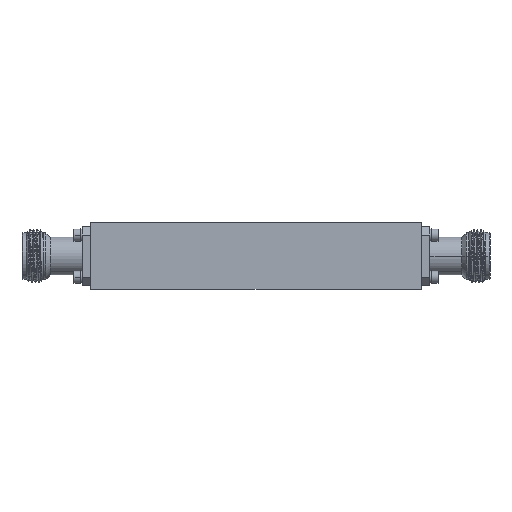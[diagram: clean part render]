
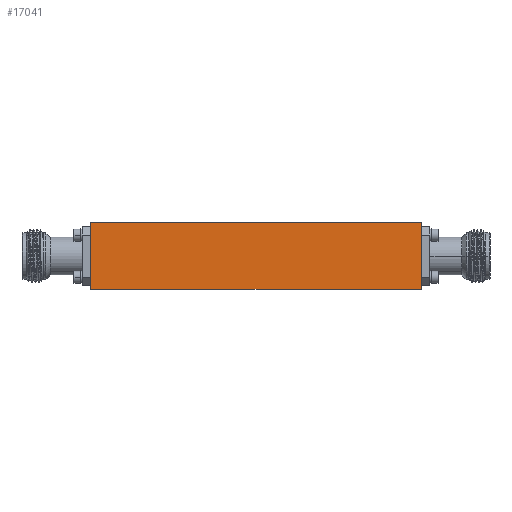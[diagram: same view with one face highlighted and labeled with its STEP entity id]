
A CAD part, left-side view. The second image highlights one B-rep face of the part: STEP entity #17041.
In plain terms, the highlighted planar face has unit normal (-1, 0, 0).
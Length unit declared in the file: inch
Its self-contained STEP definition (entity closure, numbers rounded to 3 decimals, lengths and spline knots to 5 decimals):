
#823 = EDGE_CURVE ( 'NONE', #49532, #9888, #6181, .T. ) ;
#1339 = ORIENTED_EDGE ( 'NONE', *, *, #42992, .F. ) ;
#1919 = VECTOR ( 'NONE', #51398, 39.37008 ) ;
#3765 = CARTESIAN_POINT ( 'NONE',  ( -1.81102, -1.9685, 0.3937 ) ) ;
#6181 = LINE ( 'NONE', #39280, #9311 ) ;
#7188 = DIRECTION ( 'NONE',  ( 0., 0., -1. ) ) ;
#9311 = VECTOR ( 'NONE', #43357, 39.37008 ) ;
#9888 = VERTEX_POINT ( 'NONE', #31828 ) ;
#10511 = ORIENTED_EDGE ( 'NONE', *, *, #37259, .F. ) ;
#12195 = DIRECTION ( 'NONE',  ( 0., 0., -1. ) ) ;
#12680 = LINE ( 'NONE', #3765, #1919 ) ;
#15326 = CARTESIAN_POINT ( 'NONE',  ( -1.81102, -1.9685, 0.3937 ) ) ;
#16074 = DIRECTION ( 'NONE',  ( 1., 0., 0. ) ) ;
#17041 = ADVANCED_FACE ( 'NONE', ( #37556 ), #40179, .F. ) ;
#18269 = ORIENTED_EDGE ( 'NONE', *, *, #823, .T. ) ;
#19334 = CARTESIAN_POINT ( 'NONE',  ( -1.81102, 1.9685, 0.3937 ) ) ;
#19657 = CARTESIAN_POINT ( 'NONE',  ( -1.81102, -1.9685, 0.3937 ) ) ;
#19819 = VERTEX_POINT ( 'NONE', #19334 ) ;
#20775 = DIRECTION ( 'NONE',  ( 0., 0., -1. ) ) ;
#22580 = LINE ( 'NONE', #32567, #40838 ) ;
#24862 = CARTESIAN_POINT ( 'NONE',  ( -1.81102, 1.9685, -0.3937 ) ) ;
#25906 = EDGE_CURVE ( 'NONE', #19819, #49532, #22580, .T. ) ;
#29908 = VERTEX_POINT ( 'NONE', #19657 ) ;
#31828 = CARTESIAN_POINT ( 'NONE',  ( -1.81102, -1.9685, -0.3937 ) ) ;
#32567 = CARTESIAN_POINT ( 'NONE',  ( -1.81102, 1.9685, 0.3937 ) ) ;
#33141 = ORIENTED_EDGE ( 'NONE', *, *, #25906, .T. ) ;
#33550 = VECTOR ( 'NONE', #7188, 39.37008 ) ;
#35381 = LINE ( 'NONE', #15326, #33550 ) ;
#37259 = EDGE_CURVE ( 'NONE', #19819, #29908, #12680, .T. ) ;
#37556 = FACE_OUTER_BOUND ( 'NONE', #39428, .T. ) ;
#39280 = CARTESIAN_POINT ( 'NONE',  ( -1.81102, -1.9685, -0.3937 ) ) ;
#39428 = EDGE_LOOP ( 'NONE', ( #18269, #1339, #10511, #33141 ) ) ;
#40179 = PLANE ( 'NONE',  #45885 ) ;
#40838 = VECTOR ( 'NONE', #20775, 39.37008 ) ;
#42992 = EDGE_CURVE ( 'NONE', #29908, #9888, #35381, .T. ) ;
#43357 = DIRECTION ( 'NONE',  ( 0., -1., 0. ) ) ;
#45885 = AXIS2_PLACEMENT_3D ( 'NONE', #47964, #16074, #12195 ) ;
#47964 = CARTESIAN_POINT ( 'NONE',  ( -1.81102, -1.9685, 0.3937 ) ) ;
#49532 = VERTEX_POINT ( 'NONE', #24862 ) ;
#51398 = DIRECTION ( 'NONE',  ( 0., -1., 0. ) ) ;
